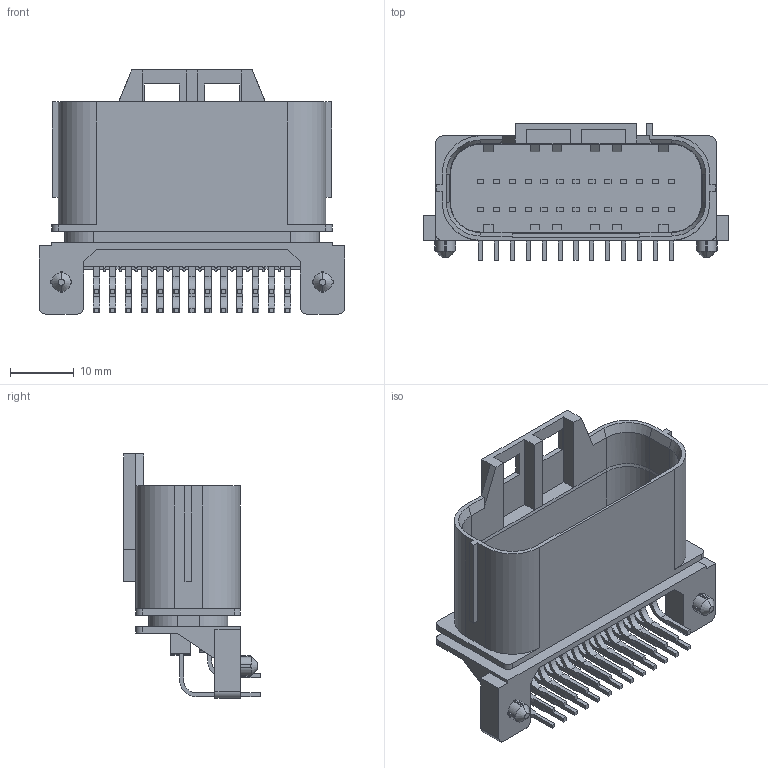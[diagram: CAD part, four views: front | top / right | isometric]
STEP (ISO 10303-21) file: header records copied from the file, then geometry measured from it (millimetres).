
FILE_DESCRIPTION (( 'STEP AP203' ), '1' );
FILE_NAME ('K3D-MX23A26NF1-R5 JAE Connector Division Proprietary.STEP', '2009-01-23T01:33:33', ( '' ), ( '' ), 'SwSTEP 2.0', 'SolidWorks 2008', '' );
FILE_SCHEMA (( 'CONFIG_CONTROL_DESIGN' ));
Length unit declared in the file: millimetre
Products named in the file (1): K3D-MX23A26NF1-R5 JAE Connector Division Proprietary
Bounding box: 48 x 21.4 x 38.3 mm (x, y, z)
Volume: 6877.9 mm3; surface area: 9811.7 mm2
Topology: 1 solids, 1 shells, 809 faces, 2218 edges, 1468 vertices
Faces by surface type: plane 651, cylinder 146, cone 12
Entity records: 25492 total; most frequent: CARTESIAN_POINT 4607, ORIENTED_EDGE 4436, DIRECTION 4107, EDGE_CURVE 2218, VECTOR 1891, LINE 1891, VERTEX_POINT 1468, AXIS2_PLACEMENT_3D 1108
